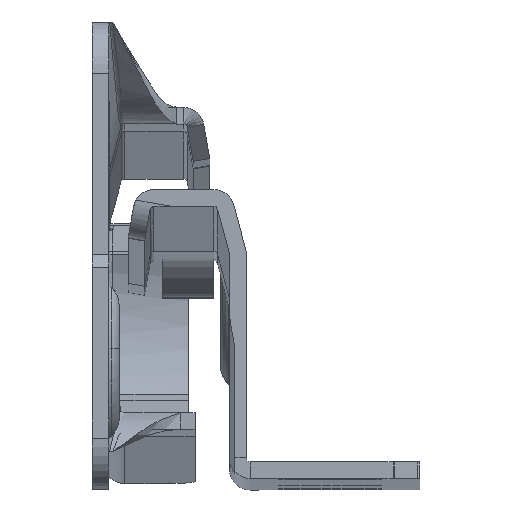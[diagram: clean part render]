
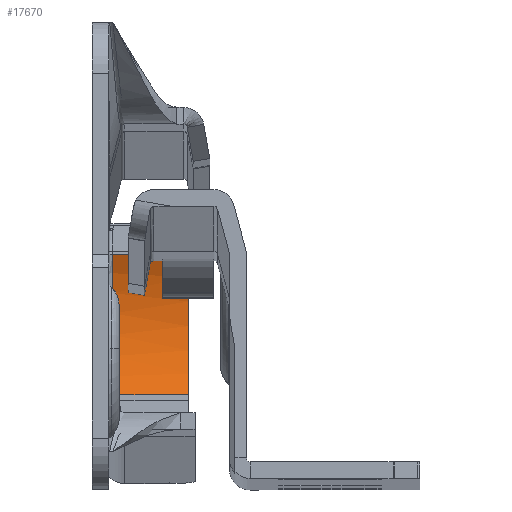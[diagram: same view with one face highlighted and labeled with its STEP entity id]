
A CAD part, top view. The second image highlights one B-rep face of the part: STEP entity #17670.
In plain terms, the highlighted cylindrical face has radius 11 mm (diameter 22 mm), a partial arc.
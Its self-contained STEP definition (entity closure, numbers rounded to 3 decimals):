
#234 = AXIS2_PLACEMENT_3D ( 'NONE', #14801, #18326, #5820 ) ;
#467 = VERTEX_POINT ( 'NONE', #10370 ) ;
#598 = VERTEX_POINT ( 'NONE', #23826 ) ;
#828 = CIRCLE ( 'NONE', #21380, 11. ) ;
#948 = ORIENTED_EDGE ( 'NONE', *, *, #18727, .F. ) ;
#1988 = CARTESIAN_POINT ( 'NONE',  ( 6.2, -9.239, -396.693 ) ) ;
#2432 = EDGE_CURVE ( 'NONE', #18848, #5219, #15416, .T. ) ;
#2668 = EDGE_CURVE ( 'NONE', #18848, #467, #5781, .T. ) ;
#2758 = DIRECTION ( 'NONE',  ( -1., 0., 0. ) ) ;
#3626 = CYLINDRICAL_SURFACE ( 'NONE', #234, 11. ) ;
#3955 = DIRECTION ( 'NONE',  ( -1., 0., 0. ) ) ;
#4464 = DIRECTION ( 'NONE',  ( -1., 0., 0. ) ) ;
#4498 = ORIENTED_EDGE ( 'NONE', *, *, #7857, .T. ) ;
#5190 = EDGE_LOOP ( 'NONE', ( #12784, #4498, #22174, #948, #16728 ) ) ;
#5219 = VERTEX_POINT ( 'NONE', #5762 ) ;
#5762 = CARTESIAN_POINT ( 'NONE',  ( 6.2, -9.239, -396.693 ) ) ;
#5781 = LINE ( 'NONE', #16813, #10363 ) ;
#5820 = DIRECTION ( 'NONE',  ( 0., 0., 1. ) ) ;
#7678 = DIRECTION ( 'NONE',  ( 0., 0., -1. ) ) ;
#7857 = EDGE_CURVE ( 'NONE', #467, #598, #10622, .T. ) ;
#9874 = LINE ( 'NONE', #1988, #12301 ) ;
#10363 = VECTOR ( 'NONE', #3955, 1000. ) ;
#10370 = CARTESIAN_POINT ( 'NONE',  ( 0.3, 1.716, -397.683 ) ) ;
#10622 = CIRCLE ( 'NONE', #12941, 11. ) ;
#12301 = VECTOR ( 'NONE', #17279, 1000. ) ;
#12784 = ORIENTED_EDGE ( 'NONE', *, *, #2668, .T. ) ;
#12941 = AXIS2_PLACEMENT_3D ( 'NONE', #19284, #2758, #17830 ) ;
#13015 = CARTESIAN_POINT ( 'NONE',  ( 0.3, -2.904, -387.701 ) ) ;
#13864 = AXIS2_PLACEMENT_3D ( 'NONE', #15874, #4464, #23139 ) ;
#14493 = VERTEX_POINT ( 'NONE', #19469 ) ;
#14632 = EDGE_CURVE ( 'NONE', #598, #14493, #828, .T. ) ;
#14681 = FACE_OUTER_BOUND ( 'NONE', #5190, .T. ) ;
#14801 = CARTESIAN_POINT ( 'NONE',  ( 6.2, -2.904, -387.701 ) ) ;
#15416 = CIRCLE ( 'NONE', #13864, 11. ) ;
#15874 = CARTESIAN_POINT ( 'NONE',  ( 6.2, -2.904, -387.701 ) ) ;
#16728 = ORIENTED_EDGE ( 'NONE', *, *, #2432, .F. ) ;
#16813 = CARTESIAN_POINT ( 'NONE',  ( 6.2, 1.716, -397.683 ) ) ;
#17279 = DIRECTION ( 'NONE',  ( -1., 0., 0. ) ) ;
#17670 = ADVANCED_FACE ( 'NONE', ( #14681 ), #3626, .F. ) ;
#17830 = DIRECTION ( 'NONE',  ( 0., 0., -1. ) ) ;
#18326 = DIRECTION ( 'NONE',  ( -1., 0., 0. ) ) ;
#18727 = EDGE_CURVE ( 'NONE', #5219, #14493, #9874, .T. ) ;
#18848 = VERTEX_POINT ( 'NONE', #21517 ) ;
#19284 = CARTESIAN_POINT ( 'NONE',  ( 0.3, -2.904, -387.701 ) ) ;
#19469 = CARTESIAN_POINT ( 'NONE',  ( 0.3, -9.239, -396.693 ) ) ;
#20547 = DIRECTION ( 'NONE',  ( -1., 0., 0. ) ) ;
#21380 = AXIS2_PLACEMENT_3D ( 'NONE', #13015, #20547, #7678 ) ;
#21517 = CARTESIAN_POINT ( 'NONE',  ( 6.2, 1.716, -397.683 ) ) ;
#22174 = ORIENTED_EDGE ( 'NONE', *, *, #14632, .T. ) ;
#23139 = DIRECTION ( 'NONE',  ( 0., 0., -1. ) ) ;
#23826 = CARTESIAN_POINT ( 'NONE',  ( 0.3, -2.904, -398.701 ) ) ;
